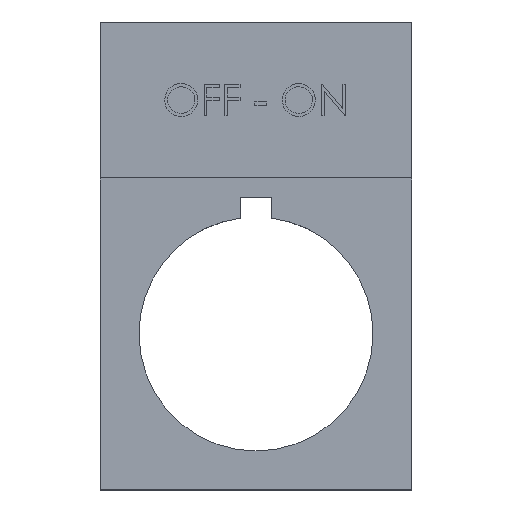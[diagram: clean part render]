
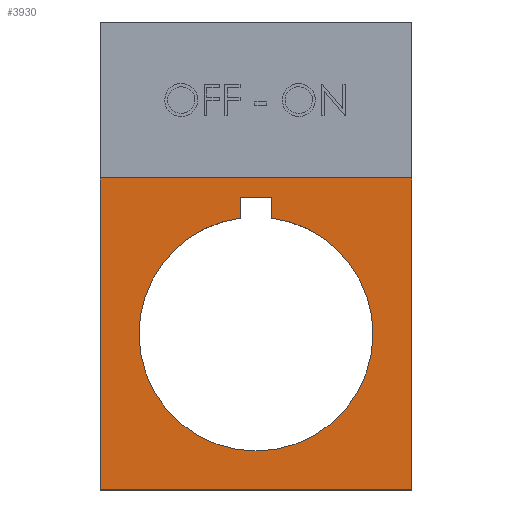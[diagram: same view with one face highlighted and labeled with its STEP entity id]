
A CAD part, top view. The second image highlights one B-rep face of the part: STEP entity #3930.
In plain terms, the highlighted planar face has unit normal (0, 0, 1).
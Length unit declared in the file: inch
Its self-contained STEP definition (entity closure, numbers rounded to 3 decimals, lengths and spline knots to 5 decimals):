
#16 = LINE ( 'NONE', #2554, #2180 ) ;
#17 = EDGE_CURVE ( 'NONE', #2837, #684, #16, .T. ) ;
#59 = CARTESIAN_POINT ( 'NONE',  ( 0.05906, 0.5177, 0.01969 ) ) ;
#121 = DIRECTION ( 'NONE',  ( 0., 0., -1. ) ) ;
#133 = CARTESIAN_POINT ( 'NONE',  ( 0.59055, -0.59055, 0.01969 ) ) ;
#221 = CARTESIAN_POINT ( 'NONE',  ( -0.44291, 0., 0.01969 ) ) ;
#372 = DIRECTION ( 'NONE',  ( 1., 0., 0. ) ) ;
#442 = CIRCLE ( 'NONE', #995, 0.44291 ) ;
#444 = ORIENTED_EDGE ( 'NONE', *, *, #1005, .F. ) ;
#470 = CARTESIAN_POINT ( 'NONE',  ( 0.19685, 0.59055, 0.01969 ) ) ;
#475 = CARTESIAN_POINT ( 'NONE',  ( -0.05906, 0.43896, 0.01969 ) ) ;
#498 = CARTESIAN_POINT ( 'NONE',  ( -0.59055, -0.59055, 0.01969 ) ) ;
#501 = CARTESIAN_POINT ( 'NONE',  ( 0., 0., 0.01969 ) ) ;
#521 = VERTEX_POINT ( 'NONE', #221 ) ;
#674 = DIRECTION ( 'NONE',  ( 0., 0., -1. ) ) ;
#684 = VERTEX_POINT ( 'NONE', #3354 ) ;
#692 = PLANE ( 'NONE',  #2861 ) ;
#749 = DIRECTION ( 'NONE',  ( 1., 0., 0. ) ) ;
#903 = VERTEX_POINT ( 'NONE', #133 ) ;
#978 = LINE ( 'NONE', #2676, #2743 ) ;
#995 = AXIS2_PLACEMENT_3D ( 'NONE', #1194, #3638, #4327 ) ;
#1005 = EDGE_CURVE ( 'NONE', #3863, #903, #3562, .T. ) ;
#1056 = DIRECTION ( 'NONE',  ( 0., 0., 1. ) ) ;
#1146 = VECTOR ( 'NONE', #1453, 39.37008 ) ;
#1194 = CARTESIAN_POINT ( 'NONE',  ( 0., 0., 0.01969 ) ) ;
#1235 = DIRECTION ( 'NONE',  ( 0., 1., 0. ) ) ;
#1307 = CIRCLE ( 'NONE', #1427, 0.44291 ) ;
#1337 = EDGE_LOOP ( 'NONE', ( #2734, #444, #2832, #2457 ) ) ;
#1347 = EDGE_CURVE ( 'NONE', #3799, #521, #442, .T. ) ;
#1427 = AXIS2_PLACEMENT_3D ( 'NONE', #2421, #674, #749 ) ;
#1453 = DIRECTION ( 'NONE',  ( 0., -1., 0. ) ) ;
#1489 = ORIENTED_EDGE ( 'NONE', *, *, #4021, .T. ) ;
#1493 = ORIENTED_EDGE ( 'NONE', *, *, #1347, .T. ) ;
#1594 = FACE_OUTER_BOUND ( 'NONE', #1337, .T. ) ;
#1644 = CARTESIAN_POINT ( 'NONE',  ( -0.59055, 0.59055, 0.01969 ) ) ;
#1660 = FACE_BOUND ( 'NONE', #2687, .T. ) ;
#1743 = LINE ( 'NONE', #59, #2954 ) ;
#1800 = DIRECTION ( 'NONE',  ( 0., -1., 0. ) ) ;
#1862 = EDGE_CURVE ( 'NONE', #4102, #3799, #1307, .T. ) ;
#2052 = LINE ( 'NONE', #498, #4017 ) ;
#2180 = VECTOR ( 'NONE', #2850, 39.37008 ) ;
#2242 = EDGE_CURVE ( 'NONE', #2342, #3904, #1743, .T. ) ;
#2342 = VERTEX_POINT ( 'NONE', #2393 ) ;
#2393 = CARTESIAN_POINT ( 'NONE',  ( -0.05906, 0.5177, 0.01969 ) ) ;
#2421 = CARTESIAN_POINT ( 'NONE',  ( 0., 0., 0.01969 ) ) ;
#2453 = EDGE_CURVE ( 'NONE', #3487, #2342, #978, .T. ) ;
#2457 = ORIENTED_EDGE ( 'NONE', *, *, #17, .F. ) ;
#2477 = CARTESIAN_POINT ( 'NONE',  ( 0., 0.29528, 0.01969 ) ) ;
#2517 = CARTESIAN_POINT ( 'NONE',  ( 0.05906, 0.43896, 0.01969 ) ) ;
#2524 = DIRECTION ( 'NONE',  ( 1., 0., 0. ) ) ;
#2530 = CARTESIAN_POINT ( 'NONE',  ( 0.05906, 0.43896, 0.01969 ) ) ;
#2550 = ORIENTED_EDGE ( 'NONE', *, *, #2453, .T. ) ;
#2554 = CARTESIAN_POINT ( 'NONE',  ( -0.59055, 1.1811, 0.01969 ) ) ;
#2574 = CARTESIAN_POINT ( 'NONE',  ( 0.59055, 0.59055, 0.01969 ) ) ;
#2676 = CARTESIAN_POINT ( 'NONE',  ( -0.05906, 0.5177, 0.01969 ) ) ;
#2687 = EDGE_LOOP ( 'NONE', ( #3433, #1489, #3215, #1493, #4388, #2550 ) ) ;
#2734 = ORIENTED_EDGE ( 'NONE', *, *, #4071, .F. ) ;
#2743 = VECTOR ( 'NONE', #1235, 39.37008 ) ;
#2832 = ORIENTED_EDGE ( 'NONE', *, *, #4356, .T. ) ;
#2837 = VERTEX_POINT ( 'NONE', #2888 ) ;
#2850 = DIRECTION ( 'NONE',  ( 0., 1., 0. ) ) ;
#2861 = AXIS2_PLACEMENT_3D ( 'NONE', #2477, #1056, #372 ) ;
#2888 = CARTESIAN_POINT ( 'NONE',  ( -0.59055, -0.59055, 0.01969 ) ) ;
#2923 = DIRECTION ( 'NONE',  ( -1., 0., 0. ) ) ;
#2954 = VECTOR ( 'NONE', #2524, 39.37008 ) ;
#2955 = DIRECTION ( 'NONE',  ( 1., 0., 0. ) ) ;
#3215 = ORIENTED_EDGE ( 'NONE', *, *, #1862, .T. ) ;
#3227 = CARTESIAN_POINT ( 'NONE',  ( 0.59055, -0.59055, 0.01969 ) ) ;
#3247 = CARTESIAN_POINT ( 'NONE',  ( 0.05906, 0.5177, 0.01969 ) ) ;
#3354 = CARTESIAN_POINT ( 'NONE',  ( -0.59055, 0.59055, 0.01969 ) ) ;
#3368 = EDGE_CURVE ( 'NONE', #521, #3487, #4233, .T. ) ;
#3433 = ORIENTED_EDGE ( 'NONE', *, *, #2242, .T. ) ;
#3487 = VERTEX_POINT ( 'NONE', #475 ) ;
#3562 = LINE ( 'NONE', #3227, #1146 ) ;
#3638 = DIRECTION ( 'NONE',  ( 0., 0., -1. ) ) ;
#3694 = AXIS2_PLACEMENT_3D ( 'NONE', #501, #121, #2955 ) ;
#3735 = CARTESIAN_POINT ( 'NONE',  ( 0.59055, 0.59055, 0.01969 ) ) ;
#3799 = VERTEX_POINT ( 'NONE', #4008 ) ;
#3802 = LINE ( 'NONE', #2517, #4291 ) ;
#3863 = VERTEX_POINT ( 'NONE', #3735 ) ;
#3899 = B_SPLINE_CURVE_WITH_KNOTS ( 'NONE', 3,
 ( #2574, #470, #3978, #1644 ),
 .UNSPECIFIED., .F., .F.,
 ( 4, 4 ),
 ( 0., 1. ),
 .UNSPECIFIED. ) ;
#3904 = VERTEX_POINT ( 'NONE', #3247 ) ;
#3930 = ADVANCED_FACE ( 'NONE', ( #1660, #1594 ), #692, .T. ) ;
#3978 = CARTESIAN_POINT ( 'NONE',  ( -0.19685, 0.59055, 0.01969 ) ) ;
#4008 = CARTESIAN_POINT ( 'NONE',  ( 0.44291, 0., 0.01969 ) ) ;
#4017 = VECTOR ( 'NONE', #2923, 39.37008 ) ;
#4021 = EDGE_CURVE ( 'NONE', #3904, #4102, #3802, .T. ) ;
#4071 = EDGE_CURVE ( 'NONE', #903, #2837, #2052, .T. ) ;
#4102 = VERTEX_POINT ( 'NONE', #2530 ) ;
#4233 = CIRCLE ( 'NONE', #3694, 0.44291 ) ;
#4291 = VECTOR ( 'NONE', #1800, 39.37008 ) ;
#4327 = DIRECTION ( 'NONE',  ( 1., 0., 0. ) ) ;
#4356 = EDGE_CURVE ( 'NONE', #3863, #684, #3899, .T. ) ;
#4388 = ORIENTED_EDGE ( 'NONE', *, *, #3368, .T. ) ;
